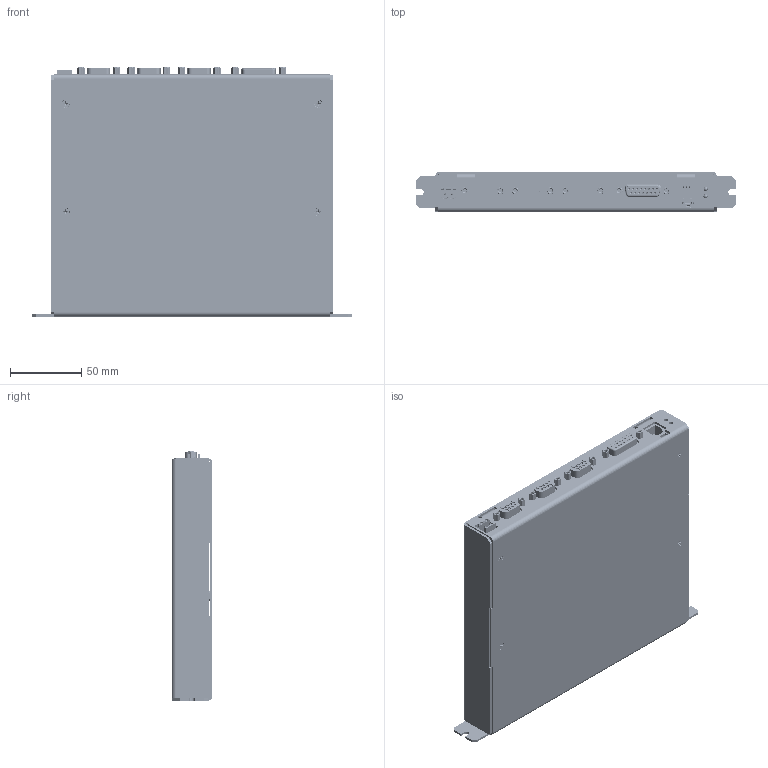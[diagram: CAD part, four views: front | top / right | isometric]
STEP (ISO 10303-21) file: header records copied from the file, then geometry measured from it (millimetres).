
FILE_DESCRIPTION (( 'STEP AP214' ), '1' );
FILE_NAME ('step_MMD-103-01010.STEP', '2014-01-31T16:12:31', ( '' ), ( '' ), 'SwSTEP 2.0', 'SolidWorks 2009', '' );
FILE_SCHEMA (( 'AUTOMOTIVE_DESIGN' ));
Length unit declared in the file: inch
Products named in the file (25): 430498 Enclosure, Base, Xradia Custom Driver; MMD-103 Master Assembly; PCB; 130WCP; 955012661; C-1734035-2; DR-15F_ASM; 15P_COVER; DB-15F-SHELL; Z; DR-F-L3; DR-F-S3; 15PF; MAODING; mstb_2.5-2-g-5.08; C-5747836-04-3; 430497 Enclosure, Cover, MMD-103; Screw, 4-40 Flat Head, 3-16'''', Undercut, Black (96640A052); Standoff, 7-32'''', 4-40 Thread, Aluminum (91780A415); Screw, 4-40 Flat Head, 1-8'''', Undercut, Black (96640A050); Screw, 4-40 Machine, Phillips, 1-8'''' (91772A103); 130008 D-sub Standoff; Nut, Captive, 4-40 Thread, Stainless (94648A320); step_MMD-103-01010
Assembly tree (87 placements, depth 4):
  step_MMD-103-01010
    430498 Enclosure, Base, Xradia Custom Driver
    Screw, 4-40 Flat Head, 1-8'''', Undercut, Black (96640A050)  x4
    Screw, 4-40 Flat Head, 3-16'''', Undercut, Black (96640A052)  x4
    130008 D-sub Standoff  x8
    Standoff, 7-32'''', 4-40 Thread, Aluminum (91780A415)  x4
    Nut, Captive, 4-40 Thread, Stainless (94648A320)  x4
    MMD-103 Master Assembly
      130008 D-sub Standoff  x8
      Standoff, 7-32'''', 4-40 Thread, Aluminum (91780A415)  x4
      Nut, Captive, 4-40 Thread, Stainless (94648A320)  x2
      Screw, 4-40 Machine, Phillips, 1-8'''' (91772A103)  x4
      C-1734035-2
      Screw, 4-40 Flat Head, 1-8'''', Undercut, Black (96640A050)  x4
      mstb_2.5-2-g-5.08
        mstb_2.5-2-g-5.08
      C-5747836-04-3  x3
      Screw, 4-40 Flat Head, 3-16'''', Undercut, Black (96640A052)  x2
      955012661
      DR-15F_ASM
        DR-F-L3  x8
        MAODING  x2
        DR-F-S3  x7
        Z  x2
        15PF
        DB-15F-SHELL
        15P_COVER
      130WCP
      PCB
    Screw, 4-40 Machine, Phillips, 1-8'''' (91772A103)  x4
    430497 Enclosure, Cover, MMD-103
Bounding box: 224.79 x 28.6 x 175.56 mm (x, y, z)
Volume: 188361.9 mm3; surface area: 241170.2 mm2
Topology: 263 solids, 264 shells, 10564 faces, 27349 edges, 17549 vertices
Faces by surface type: plane 5192, cylinder 2604, bspline 1912, cone 856
Entity records: 144970 total; most frequent: CARTESIAN_POINT 51409, ORIENTED_EDGE 19058, DIRECTION 15976, EDGE_CURVE 9529, LINE 6408, VECTOR 6408, VERTEX_POINT 6175, AXIS2_PLACEMENT_3D 4784
